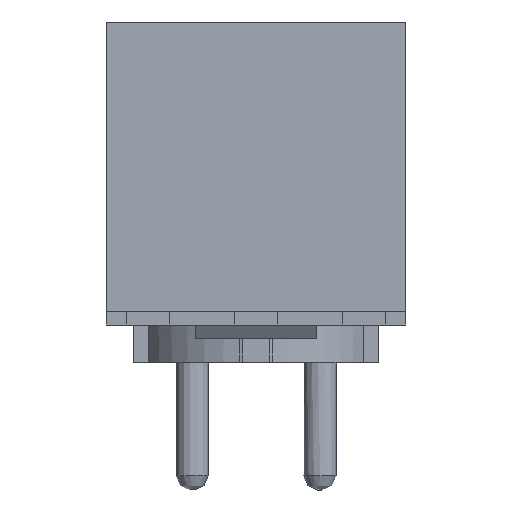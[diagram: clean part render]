
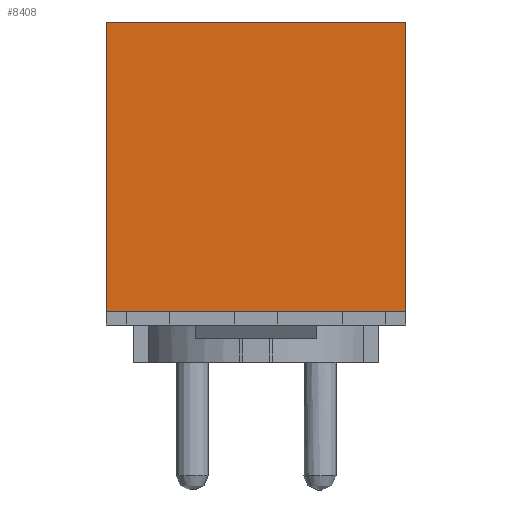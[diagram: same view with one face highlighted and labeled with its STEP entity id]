
A CAD part, left-side view. The second image highlights one B-rep face of the part: STEP entity #8408.
In plain terms, the highlighted planar face has unit normal (-1, 0, 0).
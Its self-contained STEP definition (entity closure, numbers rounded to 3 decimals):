
#226 = ORIENTED_EDGE ( 'NONE', *, *, #9353, .T. ) ;
#459 = VECTOR ( 'NONE', #1726, 1000. ) ;
#728 = CARTESIAN_POINT ( 'NONE',  ( -221., 22.225, 2. ) ) ;
#1482 = DIRECTION ( 'NONE',  ( 1., 0., 0. ) ) ;
#1726 = DIRECTION ( 'NONE',  ( 0., -1., 0. ) ) ;
#1756 = CARTESIAN_POINT ( 'NONE',  ( -221., 22.225, 45. ) ) ;
#1791 = ORIENTED_EDGE ( 'NONE', *, *, #9395, .T. ) ;
#1953 = CARTESIAN_POINT ( 'NONE',  ( -221., -22.225, 2. ) ) ;
#2316 = VERTEX_POINT ( 'NONE', #5875 ) ;
#2424 = VECTOR ( 'NONE', #11670, 1000. ) ;
#2616 = AXIS2_PLACEMENT_3D ( 'NONE', #6841, #1482, #7711 ) ;
#2698 = DIRECTION ( 'NONE',  ( 0., -1., 0. ) ) ;
#2987 = LINE ( 'NONE', #728, #459 ) ;
#3116 = EDGE_LOOP ( 'NONE', ( #226, #7142, #6376, #1791 ) ) ;
#3568 = CARTESIAN_POINT ( 'NONE',  ( -221., 22.225, 45. ) ) ;
#3719 = CARTESIAN_POINT ( 'NONE',  ( -221., -22.225, 45. ) ) ;
#3993 = VERTEX_POINT ( 'NONE', #3719 ) ;
#4161 = PLANE ( 'NONE',  #2616 ) ;
#4457 = DIRECTION ( 'NONE',  ( 0., 0., -1. ) ) ;
#4540 = FACE_OUTER_BOUND ( 'NONE', #3116, .T. ) ;
#4791 = LINE ( 'NONE', #10734, #2424 ) ;
#5875 = CARTESIAN_POINT ( 'NONE',  ( -221., 22.225, 2. ) ) ;
#6376 = ORIENTED_EDGE ( 'NONE', *, *, #9393, .F. ) ;
#6452 = CARTESIAN_POINT ( 'NONE',  ( -221., 22.225, 45. ) ) ;
#6841 = CARTESIAN_POINT ( 'NONE',  ( -221., 22.225, 45. ) ) ;
#6857 = LINE ( 'NONE', #3568, #11482 ) ;
#6936 = VERTEX_POINT ( 'NONE', #6452 ) ;
#7142 = ORIENTED_EDGE ( 'NONE', *, *, #9356, .F. ) ;
#7611 = VERTEX_POINT ( 'NONE', #1953 ) ;
#7711 = DIRECTION ( 'NONE',  ( 0., 0., -1. ) ) ;
#8408 = ADVANCED_FACE ( 'NONE', ( #4540 ), #4161, .F. ) ;
#9300 = LINE ( 'NONE', #1756, #9586 ) ;
#9353 = EDGE_CURVE ( 'NONE', #2316, #7611, #2987, .T. ) ;
#9356 = EDGE_CURVE ( 'NONE', #3993, #7611, #4791, .T. ) ;
#9393 = EDGE_CURVE ( 'NONE', #6936, #3993, #9300, .T. ) ;
#9395 = EDGE_CURVE ( 'NONE', #6936, #2316, #6857, .T. ) ;
#9586 = VECTOR ( 'NONE', #2698, 1000. ) ;
#10734 = CARTESIAN_POINT ( 'NONE',  ( -221., -22.225, 45. ) ) ;
#11482 = VECTOR ( 'NONE', #4457, 1000. ) ;
#11670 = DIRECTION ( 'NONE',  ( 0., 0., -1. ) ) ;
